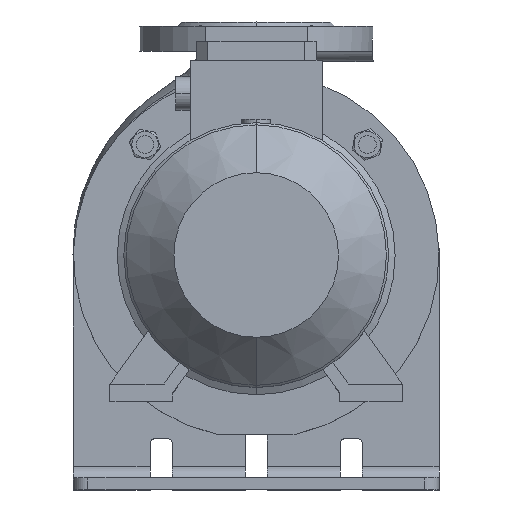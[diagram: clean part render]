
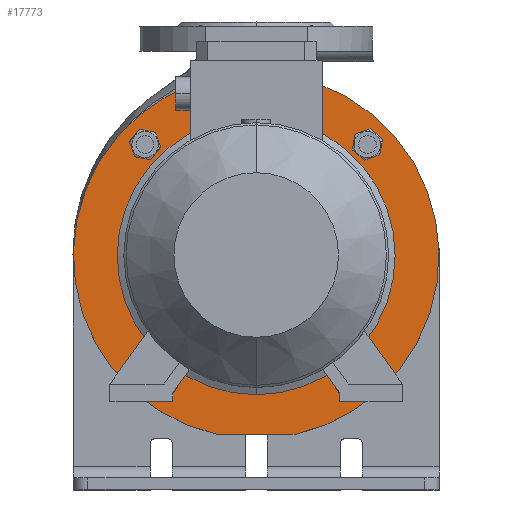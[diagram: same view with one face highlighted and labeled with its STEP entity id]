
A CAD part, top view. The second image highlights one B-rep face of the part: STEP entity #17773.
In plain terms, the highlighted planar face has unit normal (0, 0, 1).
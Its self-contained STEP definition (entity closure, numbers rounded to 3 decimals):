
#60 = CARTESIAN_POINT ( 'NONE',  ( 0., -95., 173. ) ) ;
#91 = DIRECTION ( 'NONE',  ( 0., -1., 0. ) ) ;
#98 = VERTEX_POINT ( 'NONE', #8457 ) ;
#469 = DIRECTION ( 'NONE',  ( 0., 0., -1. ) ) ;
#556 = CARTESIAN_POINT ( 'NONE',  ( 0., 125., 173. ) ) ;
#647 = ORIENTED_EDGE ( 'NONE', *, *, #13553, .F. ) ;
#766 = DIRECTION ( 'NONE',  ( 0., 0., -1. ) ) ;
#945 = CIRCLE ( 'NONE', #44608, 125. ) ;
#2040 = CARTESIAN_POINT ( 'NONE',  ( 77.581, 84.902, 173. ) ) ;
#3189 = CARTESIAN_POINT ( 'NONE',  ( 0., 0., 173. ) ) ;
#4763 = EDGE_CURVE ( 'NONE', #27208, #42752, #9917, .T. ) ;
#4876 = CARTESIAN_POINT ( 'NONE',  ( 76.014, -76.014, 173. ) ) ;
#5566 = CARTESIAN_POINT ( 'NONE',  ( -67.126, 74.447, 173. ) ) ;
#7968 = CIRCLE ( 'NONE', #16315, 9.025 ) ;
#8402 = ORIENTED_EDGE ( 'NONE', *, *, #24610, .T. ) ;
#8457 = CARTESIAN_POINT ( 'NONE',  ( -84.902, 77.581, 173. ) ) ;
#9136 = LINE ( 'NONE', #20429, #50048 ) ;
#9514 = DIRECTION ( 'NONE',  ( 0., 1., 0. ) ) ;
#9917 = CIRCLE ( 'NONE', #45926, 9.025 ) ;
#10842 = VERTEX_POINT ( 'NONE', #15076 ) ;
#11043 = DIRECTION ( 'NONE',  ( 0., 0., 1. ) ) ;
#11139 = VERTEX_POINT ( 'NONE', #42836 ) ;
#11150 = DIRECTION ( 'NONE',  ( 0., 1., 0. ) ) ;
#11163 = DIRECTION ( 'NONE',  ( 0., 0., 1. ) ) ;
#11165 = CARTESIAN_POINT ( 'NONE',  ( 0., 125., 173. ) ) ;
#11237 = CARTESIAN_POINT ( 'NONE',  ( -76.014, 76.014, 173. ) ) ;
#11360 = CARTESIAN_POINT ( 'NONE',  ( -76.014, 76.014, 173. ) ) ;
#12439 = ORIENTED_EDGE ( 'NONE', *, *, #49617, .F. ) ;
#13099 = EDGE_CURVE ( 'NONE', #11139, #21162, #9136, .T. ) ;
#13553 = EDGE_CURVE ( 'NONE', #30349, #21162, #945, .T. ) ;
#14710 = CIRCLE ( 'NONE', #54887, 9.025 ) ;
#15076 = CARTESIAN_POINT ( 'NONE',  ( 67.126, -74.447, 173. ) ) ;
#15309 = DIRECTION ( 'NONE',  ( 0., -1., 0. ) ) ;
#15373 = DIRECTION ( 'NONE',  ( 0., -1., 0. ) ) ;
#15625 = CIRCLE ( 'NONE', #52255, 9.025 ) ;
#15812 = ORIENTED_EDGE ( 'NONE', *, *, #45692, .T. ) ;
#16315 = AXIS2_PLACEMENT_3D ( 'NONE', #49828, #32205, #41434 ) ;
#16539 = VERTEX_POINT ( 'NONE', #45501 ) ;
#17773 = ADVANCED_FACE ( 'NONE', ( #48842, #29997, #50904, #25320, #32737, #25941 ), #23669, .T. ) ;
#17868 = EDGE_LOOP ( 'NONE', ( #23862, #52698 ) ) ;
#18510 = AXIS2_PLACEMENT_3D ( 'NONE', #11165, #41151, #27954 ) ;
#19915 = AXIS2_PLACEMENT_3D ( 'NONE', #3189, #36837, #11150 ) ;
#20057 = EDGE_CURVE ( 'NONE', #98, #43896, #35574, .T. ) ;
#20397 = AXIS2_PLACEMENT_3D ( 'NONE', #48114, #39319, #9514 ) ;
#20429 = CARTESIAN_POINT ( 'NONE',  ( -125., -122., 173. ) ) ;
#20748 = CIRCLE ( 'NONE', #25090, 95. ) ;
#21064 = ORIENTED_EDGE ( 'NONE', *, *, #53758, .T. ) ;
#21162 = VERTEX_POINT ( 'NONE', #24703 ) ;
#22952 = EDGE_LOOP ( 'NONE', ( #47295, #647, #29295 ) ) ;
#23631 = DIRECTION ( 'NONE',  ( 0., 0., -1. ) ) ;
#23669 = PLANE ( 'NONE',  #18510 ) ;
#23862 = ORIENTED_EDGE ( 'NONE', *, *, #33944, .T. ) ;
#24295 = AXIS2_PLACEMENT_3D ( 'NONE', #11237, #11043, #15373 ) ;
#24591 = DIRECTION ( 'NONE',  ( 0., 0., -1. ) ) ;
#24610 = EDGE_CURVE ( 'NONE', #42752, #27208, #40424, .T. ) ;
#24703 = CARTESIAN_POINT ( 'NONE',  ( 27.221, -122., 173. ) ) ;
#24754 = DIRECTION ( 'NONE',  ( 0., -1., 0. ) ) ;
#25090 = AXIS2_PLACEMENT_3D ( 'NONE', #43621, #766, #30410 ) ;
#25320 = FACE_BOUND ( 'NONE', #28571, .T. ) ;
#25789 = DIRECTION ( 'NONE',  ( 1., 0., 0. ) ) ;
#25941 = FACE_BOUND ( 'NONE', #39490, .T. ) ;
#25982 = EDGE_CURVE ( 'NONE', #10842, #52129, #14710, .T. ) ;
#27208 = VERTEX_POINT ( 'NONE', #47773 ) ;
#27954 = DIRECTION ( 'NONE',  ( 0., -1., 0. ) ) ;
#28004 = CARTESIAN_POINT ( 'NONE',  ( -77.581, -84.902, 173. ) ) ;
#28571 = EDGE_LOOP ( 'NONE', ( #12439, #41704 ) ) ;
#29295 = ORIENTED_EDGE ( 'NONE', *, *, #49955, .F. ) ;
#29969 = AXIS2_PLACEMENT_3D ( 'NONE', #38270, #469, #91 ) ;
#29997 = FACE_BOUND ( 'NONE', #53782, .T. ) ;
#30349 = VERTEX_POINT ( 'NONE', #556 ) ;
#30369 = EDGE_LOOP ( 'NONE', ( #35115, #8402 ) ) ;
#30410 = DIRECTION ( 'NONE',  ( 0., 1., 0. ) ) ;
#31103 = CIRCLE ( 'NONE', #19915, 95. ) ;
#31218 = DIRECTION ( 'NONE',  ( 0., -1., 0. ) ) ;
#31274 = VERTEX_POINT ( 'NONE', #60 ) ;
#32205 = DIRECTION ( 'NONE',  ( 0., 0., -1. ) ) ;
#32272 = DIRECTION ( 'NONE',  ( 0., 1., 0. ) ) ;
#32737 = FACE_OUTER_BOUND ( 'NONE', #22952, .T. ) ;
#33657 = DIRECTION ( 'NONE',  ( 0., 0., -1. ) ) ;
#33812 = EDGE_CURVE ( 'NONE', #47097, #16539, #7968, .T. ) ;
#33944 = EDGE_CURVE ( 'NONE', #16539, #47097, #36116, .T. ) ;
#34834 = CARTESIAN_POINT ( 'NONE',  ( 84.902, -77.581, 173. ) ) ;
#35115 = ORIENTED_EDGE ( 'NONE', *, *, #4763, .T. ) ;
#35574 = CIRCLE ( 'NONE', #50276, 9.025 ) ;
#36116 = CIRCLE ( 'NONE', #38264, 9.025 ) ;
#36837 = DIRECTION ( 'NONE',  ( 0., 0., -1. ) ) ;
#38028 = DIRECTION ( 'NONE',  ( 0., -1., 0. ) ) ;
#38264 = AXIS2_PLACEMENT_3D ( 'NONE', #55157, #24591, #24754 ) ;
#38270 = CARTESIAN_POINT ( 'NONE',  ( 76.014, 76.014, 173. ) ) ;
#39272 = ORIENTED_EDGE ( 'NONE', *, *, #48277, .T. ) ;
#39319 = DIRECTION ( 'NONE',  ( 0., 0., -1. ) ) ;
#39490 = EDGE_LOOP ( 'NONE', ( #21064, #15812 ) ) ;
#40424 = CIRCLE ( 'NONE', #29969, 9.025 ) ;
#40435 = CIRCLE ( 'NONE', #24295, 9.025 ) ;
#41151 = DIRECTION ( 'NONE',  ( 0., 0., 1. ) ) ;
#41434 = DIRECTION ( 'NONE',  ( 0., -1., 0. ) ) ;
#41704 = ORIENTED_EDGE ( 'NONE', *, *, #20057, .F. ) ;
#42494 = CARTESIAN_POINT ( 'NONE',  ( 76.014, 76.014, 173. ) ) ;
#42752 = VERTEX_POINT ( 'NONE', #2040 ) ;
#42836 = CARTESIAN_POINT ( 'NONE',  ( -27.221, -122., 173. ) ) ;
#43621 = CARTESIAN_POINT ( 'NONE',  ( 0., 0., 173. ) ) ;
#43896 = VERTEX_POINT ( 'NONE', #5566 ) ;
#44608 = AXIS2_PLACEMENT_3D ( 'NONE', #49365, #23631, #32272 ) ;
#45047 = DIRECTION ( 'NONE',  ( 0., 0., -1. ) ) ;
#45501 = CARTESIAN_POINT ( 'NONE',  ( -74.447, -67.126, 173. ) ) ;
#45692 = EDGE_CURVE ( 'NONE', #31274, #52042, #20748, .T. ) ;
#45926 = AXIS2_PLACEMENT_3D ( 'NONE', #42494, #33657, #38028 ) ;
#46468 = CARTESIAN_POINT ( 'NONE',  ( 0., 95., 173. ) ) ;
#47097 = VERTEX_POINT ( 'NONE', #28004 ) ;
#47295 = ORIENTED_EDGE ( 'NONE', *, *, #13099, .T. ) ;
#47773 = CARTESIAN_POINT ( 'NONE',  ( 74.447, 67.126, 173. ) ) ;
#47968 = DIRECTION ( 'NONE',  ( 0., 0., -1. ) ) ;
#48114 = CARTESIAN_POINT ( 'NONE',  ( 0., 0., 173. ) ) ;
#48277 = EDGE_CURVE ( 'NONE', #52129, #10842, #15625, .T. ) ;
#48335 = CARTESIAN_POINT ( 'NONE',  ( 76.014, -76.014, 173. ) ) ;
#48796 = DIRECTION ( 'NONE',  ( 0., -1., 0. ) ) ;
#48842 = FACE_BOUND ( 'NONE', #30369, .T. ) ;
#49183 = ORIENTED_EDGE ( 'NONE', *, *, #25982, .T. ) ;
#49365 = CARTESIAN_POINT ( 'NONE',  ( 0., 0., 173. ) ) ;
#49617 = EDGE_CURVE ( 'NONE', #43896, #98, #40435, .T. ) ;
#49828 = CARTESIAN_POINT ( 'NONE',  ( -76.014, -76.014, 173. ) ) ;
#49955 = EDGE_CURVE ( 'NONE', #11139, #30349, #52402, .T. ) ;
#50048 = VECTOR ( 'NONE', #25789, 1000. ) ;
#50276 = AXIS2_PLACEMENT_3D ( 'NONE', #11360, #11163, #15309 ) ;
#50904 = FACE_BOUND ( 'NONE', #17868, .T. ) ;
#52042 = VERTEX_POINT ( 'NONE', #46468 ) ;
#52129 = VERTEX_POINT ( 'NONE', #34834 ) ;
#52255 = AXIS2_PLACEMENT_3D ( 'NONE', #4876, #45047, #48796 ) ;
#52402 = CIRCLE ( 'NONE', #20397, 125. ) ;
#52698 = ORIENTED_EDGE ( 'NONE', *, *, #33812, .T. ) ;
#53758 = EDGE_CURVE ( 'NONE', #52042, #31274, #31103, .T. ) ;
#53782 = EDGE_LOOP ( 'NONE', ( #49183, #39272 ) ) ;
#54887 = AXIS2_PLACEMENT_3D ( 'NONE', #48335, #47968, #31218 ) ;
#55157 = CARTESIAN_POINT ( 'NONE',  ( -76.014, -76.014, 173. ) ) ;
